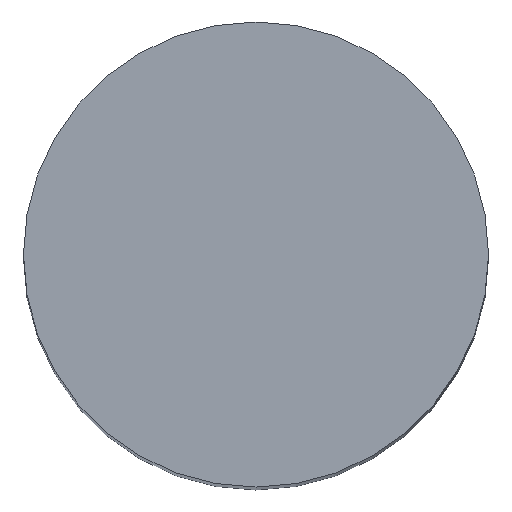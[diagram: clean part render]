
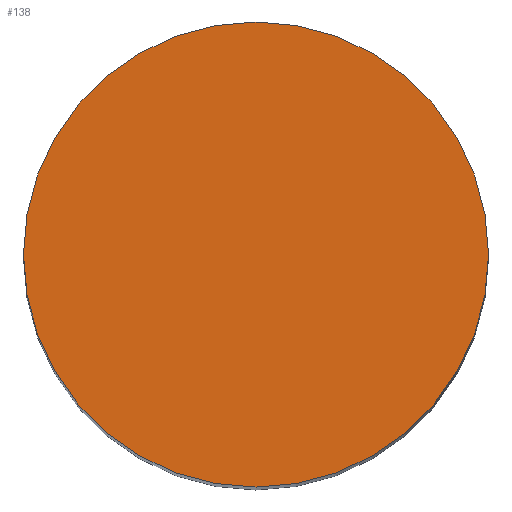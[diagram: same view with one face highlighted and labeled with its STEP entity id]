
A CAD part, top view. The second image highlights one B-rep face of the part: STEP entity #138.
In plain terms, the highlighted planar face has unit normal (0, 0, 1).
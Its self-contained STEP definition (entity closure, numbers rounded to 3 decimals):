
#138=ADVANCED_FACE('240[2]',(#333),#334,.T.);
#210=EDGE_CURVE('240[2]',#429,#429,#430,.T.);
#333=FACE_OUTER_BOUND('',#599,.T.);
#334=PLANE('',#600);
#429=VERTEX_POINT('',#768);
#430=CIRCLE('',#769,5.0);
#599=EDGE_LOOP('',(#937));
#600=AXIS2_PLACEMENT_3D('',#938,#939,#940);
#768=CARTESIAN_POINT('',(0.,-5.0,0.));
#769=AXIS2_PLACEMENT_3D('',#1063,#1064,#1065);
#937=ORIENTED_EDGE('',*,*,#210,.T.);
#938=CARTESIAN_POINT('',(0.,-2.5,0.));
#939=DIRECTION('',(0.,0.,1.0));
#940=DIRECTION('',(-1.0,0.,0.0));
#1063=CARTESIAN_POINT('',(0.0,0.0,0.0));
#1064=DIRECTION('',(0.,0.,1.0));
#1065=DIRECTION('',(0.,-1.0,0.));
